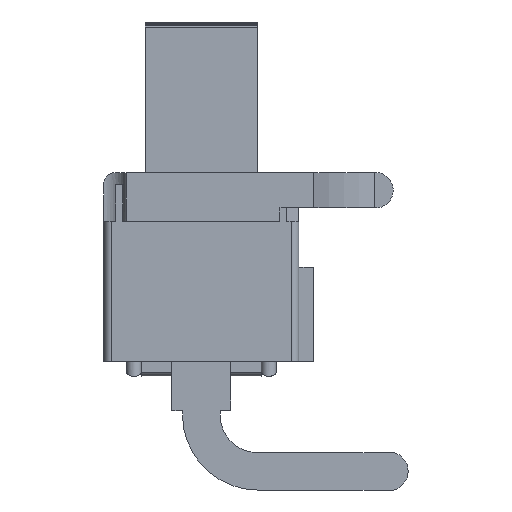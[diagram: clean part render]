
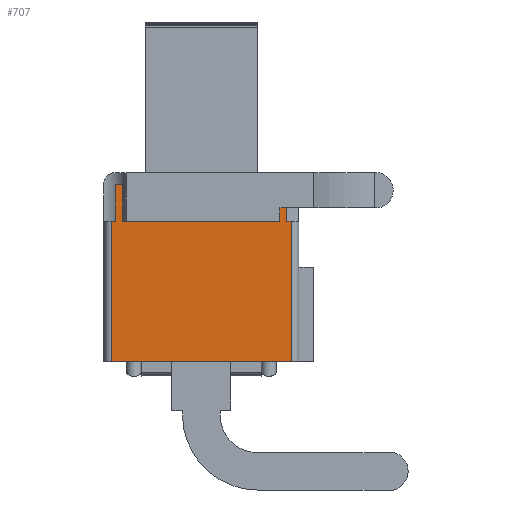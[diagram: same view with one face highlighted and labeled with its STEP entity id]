
A CAD part, left-side view. The second image highlights one B-rep face of the part: STEP entity #707.
In plain terms, the highlighted planar face has unit normal (-1, 0, 0).
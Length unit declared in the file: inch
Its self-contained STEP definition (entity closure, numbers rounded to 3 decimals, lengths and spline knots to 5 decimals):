
#707 = ADVANCED_FACE( '', ( #1388 ), #1389, .F. );
#1388 = FACE_OUTER_BOUND( '', #2065, .T. );
#1389 = PLANE( '', #2066 );
#2065 = EDGE_LOOP( '', ( #3932, #3933, #3934, #3935, #3936, #3937, #3938, #3939 ) );
#2066 = AXIS2_PLACEMENT_3D( '', #3940, #3941, #3942 );
#3932 = ORIENTED_EDGE( '', *, *, #4963, .F. );
#3933 = ORIENTED_EDGE( '', *, *, #4933, .T. );
#3934 = ORIENTED_EDGE( '', *, *, #4801, .F. );
#3935 = ORIENTED_EDGE( '', *, *, #4732, .F. );
#3936 = ORIENTED_EDGE( '', *, *, #4925, .T. );
#3937 = ORIENTED_EDGE( '', *, *, #4846, .T. );
#3938 = ORIENTED_EDGE( '', *, *, #4325, .T. );
#3939 = ORIENTED_EDGE( '', *, *, #4696, .F. );
#3940 = CARTESIAN_POINT( '', ( -0.25, 0.12, 0.236 ) );
#3941 = DIRECTION( '', ( 1., 0., 0. ) );
#3942 = DIRECTION( '', ( 0., 0., -1. ) );
#4325 = EDGE_CURVE( '', #5234, #5232, #5235, .T. );
#4696 = EDGE_CURVE( '', #5816, #5232, #5818, .T. );
#4732 = EDGE_CURVE( '', #5864, #5866, #5867, .T. );
#4801 = EDGE_CURVE( '', #5866, #5958, #5960, .T. );
#4846 = EDGE_CURVE( '', #6020, #5234, #6021, .T. );
#4925 = EDGE_CURVE( '', #5864, #6020, #6114, .T. );
#4933 = EDGE_CURVE( '', #6122, #5958, #6123, .T. );
#4963 = EDGE_CURVE( '', #6122, #5816, #6157, .T. );
#5232 = VERTEX_POINT( '', #6535 );
#5234 = VERTEX_POINT( '', #6537 );
#5235 = LINE( '', #6538, #6539 );
#5816 = VERTEX_POINT( '', #7408 );
#5818 = LINE( '', #7410, #7411 );
#5864 = VERTEX_POINT( '', #7480 );
#5866 = VERTEX_POINT( '', #7483 );
#5867 = LINE( '', #7484, #7485 );
#5958 = VERTEX_POINT( '', #7630 );
#5960 = LINE( '', #7633, #7634 );
#6020 = VERTEX_POINT( '', #7720 );
#6021 = LINE( '', #7721, #7722 );
#6114 = LINE( '', #7858, #7859 );
#6122 = VERTEX_POINT( '', #7871 );
#6123 = LINE( '', #7872, #7873 );
#6157 = LINE( '', #7921, #7922 );
#6535 = CARTESIAN_POINT( '', ( -0.25, -0.12, 0. ) );
#6537 = CARTESIAN_POINT( '', ( -0.25, 0.12, 0. ) );
#6538 = CARTESIAN_POINT( '', ( -0.25, 0.12, 0. ) );
#6539 = VECTOR( '', #8102, 39.37008 );
#7408 = CARTESIAN_POINT( '', ( -0.25, -0.12, 0.187 ) );
#7410 = CARTESIAN_POINT( '', ( -0.25, -0.12, 0.236 ) );
#7411 = VECTOR( '', #8463, 39.37008 );
#7480 = CARTESIAN_POINT( '', ( -0.25, 0.114, 0.187 ) );
#7483 = CARTESIAN_POINT( '', ( -0.25, 0.114, 0.236 ) );
#7484 = CARTESIAN_POINT( '', ( -0.25, 0.114, 0.187 ) );
#7485 = VECTOR( '', #8491, 39.37008 );
#7630 = CARTESIAN_POINT( '', ( -0.25, -0.114, 0.236 ) );
#7633 = CARTESIAN_POINT( '', ( -0.25, 0.12, 0.236 ) );
#7634 = VECTOR( '', #8546, 39.37008 );
#7720 = CARTESIAN_POINT( '', ( -0.25, 0.12, 0.187 ) );
#7721 = CARTESIAN_POINT( '', ( -0.25, 0.12, 0.236 ) );
#7722 = VECTOR( '', #8588, 39.37008 );
#7858 = CARTESIAN_POINT( '', ( -0.25, 0.114, 0.187 ) );
#7859 = VECTOR( '', #8661, 39.37008 );
#7871 = CARTESIAN_POINT( '', ( -0.25, -0.114, 0.187 ) );
#7872 = CARTESIAN_POINT( '', ( -0.25, -0.114, 0.187 ) );
#7873 = VECTOR( '', #8666, 39.37008 );
#7921 = CARTESIAN_POINT( '', ( -0.25, -0.114, 0.187 ) );
#7922 = VECTOR( '', #8684, 39.37008 );
#8102 = DIRECTION( '', ( 0., -1., 0. ) );
#8463 = DIRECTION( '', ( 0., 0., -1. ) );
#8491 = DIRECTION( '', ( 0., 0., 1. ) );
#8546 = DIRECTION( '', ( 0., -1., 0. ) );
#8588 = DIRECTION( '', ( 0., 0., -1. ) );
#8661 = DIRECTION( '', ( 0., 1., 0. ) );
#8666 = DIRECTION( '', ( 0., 0., 1. ) );
#8684 = DIRECTION( '', ( 0., -1., 0. ) );
